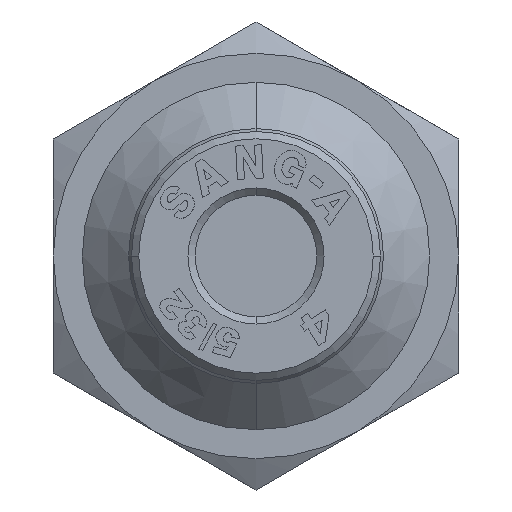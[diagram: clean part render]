
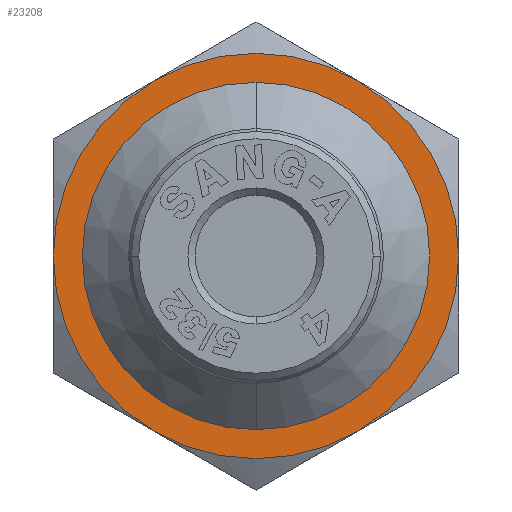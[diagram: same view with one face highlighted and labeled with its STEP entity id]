
A CAD part, left-side view. The second image highlights one B-rep face of the part: STEP entity #23208.
In plain terms, the highlighted planar face has unit normal (-1, 0, 0).
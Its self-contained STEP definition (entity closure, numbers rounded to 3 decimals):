
#1228 = CIRCLE ( 'NONE', #8696, 7. ) ;
#1316 = DIRECTION ( 'NONE',  ( 1., 0., 0. ) ) ;
#1597 = CARTESIAN_POINT ( 'NONE',  ( -3.15, 0., 0.01 ) ) ;
#1872 = CIRCLE ( 'NONE', #23529, 6. ) ;
#2194 = VERTEX_POINT ( 'NONE', #9757 ) ;
#2400 = VERTEX_POINT ( 'NONE', #15291 ) ;
#2904 = VERTEX_POINT ( 'NONE', #17844 ) ;
#3340 = ORIENTED_EDGE ( 'NONE', *, *, #13821, .F. ) ;
#4075 = DIRECTION ( 'NONE',  ( 1., 0., 0. ) ) ;
#4145 = VERTEX_POINT ( 'NONE', #22335 ) ;
#4669 = CIRCLE ( 'NONE', #16840, 7. ) ;
#5130 = EDGE_CURVE ( 'NONE', #20025, #4145, #26803, .T. ) ;
#6081 = AXIS2_PLACEMENT_3D ( 'NONE', #14093, #20580, #16484 ) ;
#7542 = DIRECTION ( 'NONE',  ( 1., 0., 0. ) ) ;
#8696 = AXIS2_PLACEMENT_3D ( 'NONE', #1597, #1316, #16313 ) ;
#8740 = ORIENTED_EDGE ( 'NONE', *, *, #12048, .F. ) ;
#9631 = DIRECTION ( 'NONE',  ( 0., 0., -1. ) ) ;
#9757 = CARTESIAN_POINT ( 'NONE',  ( -3.15, -7., 0.01 ) ) ;
#9816 = DIRECTION ( 'NONE',  ( -1., 0., 0. ) ) ;
#9916 = CARTESIAN_POINT ( 'NONE',  ( -3.15, 0., 0.01 ) ) ;
#9945 = CARTESIAN_POINT ( 'NONE',  ( -3.15, 0., 6.01 ) ) ;
#10263 = FACE_OUTER_BOUND ( 'NONE', #17352, .T. ) ;
#10385 = CARTESIAN_POINT ( 'NONE',  ( -3.15, 0., 0.01 ) ) ;
#10722 = ORIENTED_EDGE ( 'NONE', *, *, #16127, .F. ) ;
#11031 = CIRCLE ( 'NONE', #13126, 7. ) ;
#11049 = AXIS2_PLACEMENT_3D ( 'NONE', #11128, #17496, #19454 ) ;
#11128 = CARTESIAN_POINT ( 'NONE',  ( -3.15, 0., 0.01 ) ) ;
#11284 = ORIENTED_EDGE ( 'NONE', *, *, #18792, .F. ) ;
#11606 = CARTESIAN_POINT ( 'NONE',  ( -3.15, 0., 0.01 ) ) ;
#11793 = VERTEX_POINT ( 'NONE', #19565 ) ;
#11890 = AXIS2_PLACEMENT_3D ( 'NONE', #10385, #4075, #23150 ) ;
#12048 = EDGE_CURVE ( 'NONE', #16295, #2904, #1228, .T. ) ;
#12662 = DIRECTION ( 'NONE',  ( 0., 1., 0. ) ) ;
#12800 = CARTESIAN_POINT ( 'NONE',  ( -3.15, -3.5, -6.052 ) ) ;
#13116 = CARTESIAN_POINT ( 'NONE',  ( -3.15, 0., 0.01 ) ) ;
#13126 = AXIS2_PLACEMENT_3D ( 'NONE', #25296, #22838, #12662 ) ;
#13391 = DIRECTION ( 'NONE',  ( 1., 0., 0. ) ) ;
#13821 = EDGE_CURVE ( 'NONE', #4145, #2194, #17688, .T. ) ;
#14093 = CARTESIAN_POINT ( 'NONE',  ( -3.15, 0., 0.01 ) ) ;
#15191 = VERTEX_POINT ( 'NONE', #9945 ) ;
#15269 = CARTESIAN_POINT ( 'NONE',  ( -3.15, 3.5, 6.072 ) ) ;
#15291 = CARTESIAN_POINT ( 'NONE',  ( -3.15, 0., -5.99 ) ) ;
#15518 = DIRECTION ( 'NONE',  ( 0., 1., 0. ) ) ;
#15687 = ORIENTED_EDGE ( 'NONE', *, *, #17864, .F. ) ;
#15829 = ORIENTED_EDGE ( 'NONE', *, *, #21709, .F. ) ;
#16127 = EDGE_CURVE ( 'NONE', #15191, #2400, #1872, .T. ) ;
#16295 = VERTEX_POINT ( 'NONE', #12800 ) ;
#16313 = DIRECTION ( 'NONE',  ( 0., 1., 0. ) ) ;
#16484 = DIRECTION ( 'NONE',  ( 0., 0., -1. ) ) ;
#16840 = AXIS2_PLACEMENT_3D ( 'NONE', #18801, #20854, #27170 ) ;
#16945 = EDGE_CURVE ( 'NONE', #11793, #20025, #26966, .T. ) ;
#17352 = EDGE_LOOP ( 'NONE', ( #11284, #8740, #15687, #3340, #25513, #25741 ) ) ;
#17485 = AXIS2_PLACEMENT_3D ( 'NONE', #9916, #7542, #22506 ) ;
#17496 = DIRECTION ( 'NONE',  ( 1., 0., 0. ) ) ;
#17519 = AXIS2_PLACEMENT_3D ( 'NONE', #13116, #13391, #15518 ) ;
#17688 = CIRCLE ( 'NONE', #11049, 7. ) ;
#17844 = CARTESIAN_POINT ( 'NONE',  ( -3.15, 3.5, -6.052 ) ) ;
#17864 = EDGE_CURVE ( 'NONE', #2194, #16295, #11031, .T. ) ;
#18792 = EDGE_CURVE ( 'NONE', #2904, #11793, #4669, .T. ) ;
#18801 = CARTESIAN_POINT ( 'NONE',  ( -3.15, 0., 0.01 ) ) ;
#19194 = CIRCLE ( 'NONE', #6081, 6. ) ;
#19454 = DIRECTION ( 'NONE',  ( 0., 1., 0. ) ) ;
#19565 = CARTESIAN_POINT ( 'NONE',  ( -3.15, 7., 0.01 ) ) ;
#20025 = VERTEX_POINT ( 'NONE', #15269 ) ;
#20580 = DIRECTION ( 'NONE',  ( -1., 0., 0. ) ) ;
#20854 = DIRECTION ( 'NONE',  ( 1., 0., 0. ) ) ;
#21709 = EDGE_CURVE ( 'NONE', #2400, #15191, #19194, .T. ) ;
#22125 = EDGE_LOOP ( 'NONE', ( #15829, #10722 ) ) ;
#22335 = CARTESIAN_POINT ( 'NONE',  ( -3.15, -3.5, 6.072 ) ) ;
#22506 = DIRECTION ( 'NONE',  ( 0., 0., -1. ) ) ;
#22522 = FACE_BOUND ( 'NONE', #22125, .T. ) ;
#22838 = DIRECTION ( 'NONE',  ( 1., 0., 0. ) ) ;
#23150 = DIRECTION ( 'NONE',  ( 0., 1., 0. ) ) ;
#23208 = ADVANCED_FACE ( 'NONE', ( #22522, #10263 ), #26821, .F. ) ;
#23529 = AXIS2_PLACEMENT_3D ( 'NONE', #11606, #9816, #9631 ) ;
#25296 = CARTESIAN_POINT ( 'NONE',  ( -3.15, 0., 0.01 ) ) ;
#25513 = ORIENTED_EDGE ( 'NONE', *, *, #5130, .F. ) ;
#25741 = ORIENTED_EDGE ( 'NONE', *, *, #16945, .F. ) ;
#26803 = CIRCLE ( 'NONE', #11890, 7. ) ;
#26821 = PLANE ( 'NONE',  #17485 ) ;
#26966 = CIRCLE ( 'NONE', #17519, 7. ) ;
#27170 = DIRECTION ( 'NONE',  ( 0., 1., 0. ) ) ;
